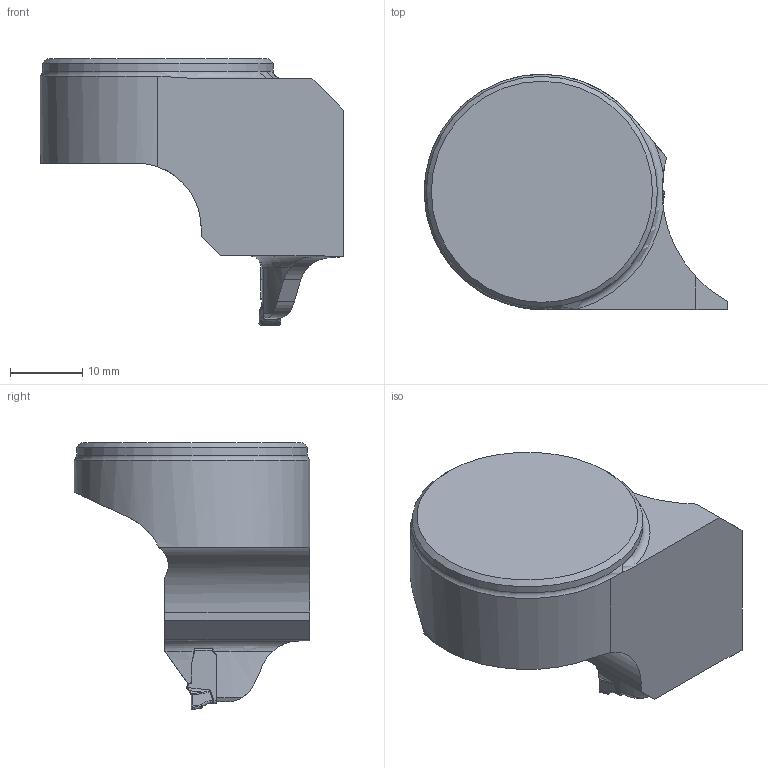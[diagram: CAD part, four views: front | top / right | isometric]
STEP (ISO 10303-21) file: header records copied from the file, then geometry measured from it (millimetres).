
FILE_DESCRIPTION(/* description */ (''),/* implementation_level */ '2;1');
FILE_NAME(/* name */ 'toolassembly_1.stp',/* time_stamp */ '2021-11-29T12:10:15+01:00',/* author */ (''),/* organization */ ('SMS'),/* preprocessor_version */ 'ST-DEVELOPER v16.7',/* originating_system */ 'SIEMENS PLM Software NX 12.0',/* authorisation */ '');
FILE_SCHEMA (('AUTOMOTIVE_DESIGN { 1 0 10303 214 3 1 1 1 }'));
Length unit declared in the file: millimetre
Products named in the file (4): ASSEMBLY_CONSTRUCTION; CUT_20211129120929; NOCUT_20211129120827; TOOLASSEMBLY_1
Assembly tree (3 placements, depth 2):
  TOOLASSEMBLY_1
    NOCUT_20211129120827
    CUT_20211129120929
    ASSEMBLY_CONSTRUCTION
Bounding box: 42.05 x 32.6 x 37 mm (x, y, z)
Volume: 16191 mm3; surface area: 4542.3 mm2
Topology: 2 solids, 2 shells, 106 faces, 277 edges, 177 vertices
Faces by surface type: plane 42, cylinder 30, bspline 18, extrusion 11, cone 3, torus 2
Full cylindrical faces by diameter (mm): 32 x1
Entity records: 5263 total; most frequent: CARTESIAN_POINT 2673, ORIENTED_EDGE 540, DIRECTION 473, EDGE_CURVE 270, AXIS2_PLACEMENT_3D 173, VERTEX_POINT 171, VECTOR 127, LINE 116
